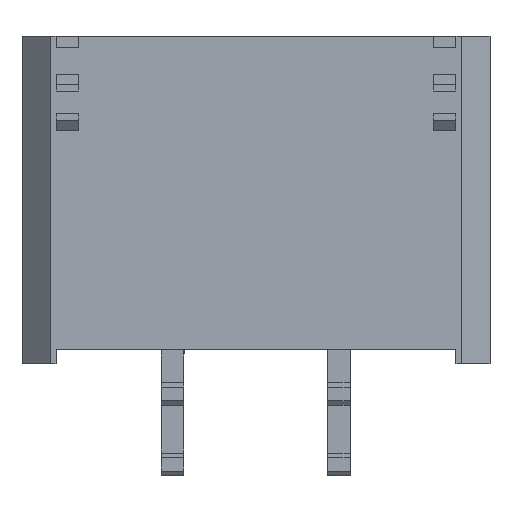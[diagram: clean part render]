
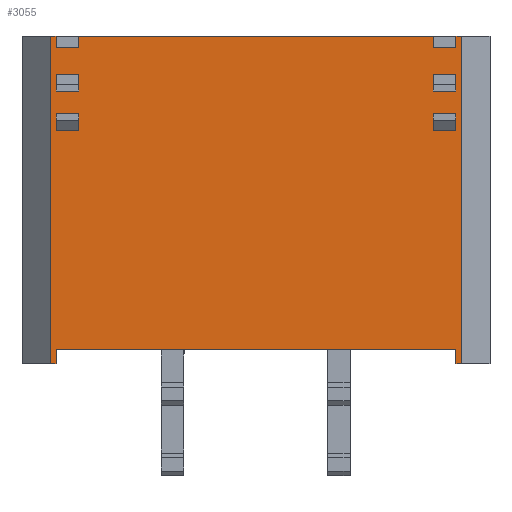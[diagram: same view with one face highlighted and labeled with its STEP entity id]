
A CAD part, front view. The second image highlights one B-rep face of the part: STEP entity #3055.
In plain terms, the highlighted planar face has unit normal (0, -1, 0).
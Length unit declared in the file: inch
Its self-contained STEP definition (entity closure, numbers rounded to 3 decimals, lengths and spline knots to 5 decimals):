
#13=DIRECTION('',(1.,0.,0.));
#14=VECTOR('',#13,0.0105);
#15=CARTESIAN_POINT('',(-0.365,-0.227,-0.2905));
#16=LINE('',#15,#14);
#45=DIRECTION('',(1.,0.,0.));
#46=VECTOR('',#45,0.0105);
#47=CARTESIAN_POINT('',(0.3545,-0.227,-0.2905));
#48=LINE('',#47,#46);
#93=DIRECTION('',(0.,0.,1.));
#94=VECTOR('',#93,0.015);
#95=CARTESIAN_POINT('',(-0.3145,-0.227,0.1385));
#96=LINE('',#95,#94);
#97=DIRECTION('',(-1.,0.,0.));
#98=VECTOR('',#97,0.04);
#99=CARTESIAN_POINT('',(-0.3145,-0.227,0.1535));
#100=LINE('',#99,#98);
#101=DIRECTION('',(0.,0.,1.));
#102=VECTOR('',#101,0.015);
#103=CARTESIAN_POINT('',(-0.3545,-0.227,0.1385));
#104=LINE('',#103,#102);
#105=DIRECTION('',(-1.,0.,0.));
#106=VECTOR('',#105,0.04);
#107=CARTESIAN_POINT('',(-0.3145,-0.227,0.1385));
#108=LINE('',#107,#106);
#109=DIRECTION('',(0.,0.,1.));
#110=VECTOR('',#109,0.015);
#111=CARTESIAN_POINT('',(-0.3145,-0.227,0.1935));
#112=LINE('',#111,#110);
#113=DIRECTION('',(-1.,0.,0.));
#114=VECTOR('',#113,0.04);
#115=CARTESIAN_POINT('',(-0.3145,-0.227,0.2085));
#116=LINE('',#115,#114);
#117=DIRECTION('',(0.,0.,1.));
#118=VECTOR('',#117,0.015);
#119=CARTESIAN_POINT('',(-0.3545,-0.227,0.1935));
#120=LINE('',#119,#118);
#121=DIRECTION('',(-1.,0.,0.));
#122=VECTOR('',#121,0.04);
#123=CARTESIAN_POINT('',(-0.3145,-0.227,0.1935));
#124=LINE('',#123,#122);
#125=DIRECTION('',(0.,0.,1.));
#126=VECTOR('',#125,0.015);
#127=CARTESIAN_POINT('',(0.3145,-0.227,0.1385));
#128=LINE('',#127,#126);
#129=DIRECTION('',(1.,0.,0.));
#130=VECTOR('',#129,0.04);
#131=CARTESIAN_POINT('',(0.3145,-0.227,0.1385));
#132=LINE('',#131,#130);
#133=DIRECTION('',(0.,0.,1.));
#134=VECTOR('',#133,0.015);
#135=CARTESIAN_POINT('',(0.3545,-0.227,0.1385));
#136=LINE('',#135,#134);
#137=DIRECTION('',(1.,0.,0.));
#138=VECTOR('',#137,0.04);
#139=CARTESIAN_POINT('',(0.3145,-0.227,0.1535));
#140=LINE('',#139,#138);
#141=DIRECTION('',(0.,0.,1.));
#142=VECTOR('',#141,0.015);
#143=CARTESIAN_POINT('',(0.3145,-0.227,0.1935));
#144=LINE('',#143,#142);
#145=DIRECTION('',(1.,0.,0.));
#146=VECTOR('',#145,0.04);
#147=CARTESIAN_POINT('',(0.3145,-0.227,0.1935));
#148=LINE('',#147,#146);
#149=DIRECTION('',(0.,0.,1.));
#150=VECTOR('',#149,0.015);
#151=CARTESIAN_POINT('',(0.3545,-0.227,0.1935));
#152=LINE('',#151,#150);
#153=DIRECTION('',(1.,0.,0.));
#154=VECTOR('',#153,0.04);
#155=CARTESIAN_POINT('',(0.3145,-0.227,0.2085));
#156=LINE('',#155,#154);
#157=DIRECTION('',(-1.,0.,0.));
#158=VECTOR('',#157,0.04);
#159=CARTESIAN_POINT('',(0.3545,-0.227,0.2705));
#160=LINE('',#159,#158);
#161=DIRECTION('',(0.,0.,-1.));
#162=VECTOR('',#161,0.02);
#163=CARTESIAN_POINT('',(0.3545,-0.227,0.2905));
#164=LINE('',#163,#162);
#165=DIRECTION('',(0.,0.,1.));
#166=VECTOR('',#165,0.025);
#167=CARTESIAN_POINT('',(0.3545,-0.227,-0.2905));
#168=LINE('',#167,#166);
#169=DIRECTION('',(1.,0.,0.));
#170=VECTOR('',#169,0.709);
#171=CARTESIAN_POINT('',(-0.3545,-0.227,-0.2655));
#172=LINE('',#171,#170);
#173=DIRECTION('',(0.,0.,1.));
#174=VECTOR('',#173,0.025);
#175=CARTESIAN_POINT('',(-0.3545,-0.227,-0.2905));
#176=LINE('',#175,#174);
#177=DIRECTION('',(0.,0.,1.));
#178=VECTOR('',#177,0.581);
#179=CARTESIAN_POINT('',(-0.365,-0.227,-0.2905));
#180=LINE('',#179,#178);
#181=DIRECTION('',(0.,0.,-1.));
#182=VECTOR('',#181,0.02);
#183=CARTESIAN_POINT('',(-0.3545,-0.227,0.2905));
#184=LINE('',#183,#182);
#185=DIRECTION('',(-1.,0.,0.));
#186=VECTOR('',#185,0.04);
#187=CARTESIAN_POINT('',(-0.3145,-0.227,0.2705));
#188=LINE('',#187,#186);
#189=DIRECTION('',(0.,0.,-1.));
#190=VECTOR('',#189,0.02);
#191=CARTESIAN_POINT('',(-0.3145,-0.227,0.2905));
#192=LINE('',#191,#190);
#193=DIRECTION('',(0.,0.,-1.));
#194=VECTOR('',#193,0.02);
#195=CARTESIAN_POINT('',(0.3145,-0.227,0.2905));
#196=LINE('',#195,#194);
#565=DIRECTION('',(1.,0.,0.));
#566=VECTOR('',#565,0.629);
#567=CARTESIAN_POINT('',(-0.3145,-0.227,0.2905));
#568=LINE('',#567,#566);
#581=DIRECTION('',(1.,0.,0.));
#582=VECTOR('',#581,0.0105);
#583=CARTESIAN_POINT('',(-0.365,-0.227,0.2905));
#584=LINE('',#583,#582);
#629=DIRECTION('',(1.,0.,0.));
#630=VECTOR('',#629,0.0105);
#631=CARTESIAN_POINT('',(0.3545,-0.227,0.2905));
#632=LINE('',#631,#630);
#1755=DIRECTION('',(0.,0.,1.));
#1756=VECTOR('',#1755,0.581);
#1757=CARTESIAN_POINT('',(0.365,-0.227,-0.2905));
#1758=LINE('',#1757,#1756);
#2158=CARTESIAN_POINT('',(-0.365,-0.227,-0.2905));
#2160=VERTEX_POINT('',#2158);
#2161=CARTESIAN_POINT('',(0.365,-0.227,-0.2905));
#2163=VERTEX_POINT('',#2161);
#2173=CARTESIAN_POINT('',(-0.365,-0.227,0.2905));
#2174=VERTEX_POINT('',#2173);
#2175=CARTESIAN_POINT('',(0.365,-0.227,0.2905));
#2176=VERTEX_POINT('',#2175);
#2277=CARTESIAN_POINT('',(-0.3545,-0.227,-0.2655));
#2278=CARTESIAN_POINT('',(0.3545,-0.227,-0.2655));
#2279=VERTEX_POINT('',#2277);
#2280=VERTEX_POINT('',#2278);
#2341=CARTESIAN_POINT('',(-0.3545,-0.227,-0.2905));
#2342=VERTEX_POINT('',#2341);
#2395=CARTESIAN_POINT('',(0.3545,-0.227,-0.2905));
#2396=VERTEX_POINT('',#2395);
#2525=CARTESIAN_POINT('',(-0.3145,-0.227,0.1385));
#2526=VERTEX_POINT('',#2525);
#2527=CARTESIAN_POINT('',(-0.3145,-0.227,0.1535));
#2528=VERTEX_POINT('',#2527);
#2529=CARTESIAN_POINT('',(-0.3145,-0.227,0.2085));
#2530=VERTEX_POINT('',#2529);
#2531=CARTESIAN_POINT('',(-0.3145,-0.227,0.1935));
#2532=VERTEX_POINT('',#2531);
#2533=CARTESIAN_POINT('',(-0.3545,-0.227,0.1385));
#2534=VERTEX_POINT('',#2533);
#2535=CARTESIAN_POINT('',(-0.3545,-0.227,0.2085));
#2536=VERTEX_POINT('',#2535);
#2537=CARTESIAN_POINT('',(-0.3545,-0.227,0.1535));
#2538=VERTEX_POINT('',#2537);
#2539=CARTESIAN_POINT('',(-0.3545,-0.227,0.1935));
#2540=VERTEX_POINT('',#2539);
#2593=CARTESIAN_POINT('',(0.3545,-0.227,0.2905));
#2595=VERTEX_POINT('',#2593);
#2599=CARTESIAN_POINT('',(0.3145,-0.227,0.2905));
#2600=VERTEX_POINT('',#2599);
#2613=CARTESIAN_POINT('',(-0.3145,-0.227,0.2905));
#2615=VERTEX_POINT('',#2613);
#2619=CARTESIAN_POINT('',(-0.3545,-0.227,0.2905));
#2620=VERTEX_POINT('',#2619);
#2641=CARTESIAN_POINT('',(0.3545,-0.227,0.2705));
#2642=VERTEX_POINT('',#2641);
#2643=CARTESIAN_POINT('',(0.3145,-0.227,0.2705));
#2644=VERTEX_POINT('',#2643);
#2645=CARTESIAN_POINT('',(-0.3145,-0.227,0.2705));
#2646=VERTEX_POINT('',#2645);
#2647=CARTESIAN_POINT('',(-0.3545,-0.227,0.2705));
#2648=VERTEX_POINT('',#2647);
#2729=CARTESIAN_POINT('',(0.3145,-0.227,0.1385));
#2730=CARTESIAN_POINT('',(0.3145,-0.227,0.1535));
#2731=VERTEX_POINT('',#2729);
#2732=VERTEX_POINT('',#2730);
#2733=CARTESIAN_POINT('',(0.3145,-0.227,0.1935));
#2734=CARTESIAN_POINT('',(0.3145,-0.227,0.2085));
#2735=VERTEX_POINT('',#2733);
#2736=VERTEX_POINT('',#2734);
#2737=CARTESIAN_POINT('',(0.3545,-0.227,0.1385));
#2738=CARTESIAN_POINT('',(0.3545,-0.227,0.1535));
#2739=VERTEX_POINT('',#2737);
#2740=VERTEX_POINT('',#2738);
#2741=CARTESIAN_POINT('',(0.3545,-0.227,0.1935));
#2742=CARTESIAN_POINT('',(0.3545,-0.227,0.2085));
#2743=VERTEX_POINT('',#2741);
#2744=VERTEX_POINT('',#2742);
#2979=CARTESIAN_POINT('',(-0.365,-0.227,-0.2905));
#2980=DIRECTION('',(0.,-1.,0.));
#2981=DIRECTION('',(1.,0.,0.));
#2982=AXIS2_PLACEMENT_3D('',#2979,#2980,#2981);
#2983=PLANE('',#2982);
#2985=ORIENTED_EDGE('',*,*,#2984,.F.);
#2987=ORIENTED_EDGE('',*,*,#2986,.F.);
#2989=ORIENTED_EDGE('',*,*,#2988,.T.);
#2991=ORIENTED_EDGE('',*,*,#2990,.F.);
#2992=ORIENTED_EDGE('',*,*,#2900,.F.);
#2994=ORIENTED_EDGE('',*,*,#2993,.T.);
#2996=ORIENTED_EDGE('',*,*,#2995,.F.);
#2997=ORIENTED_EDGE('',*,*,#2949,.F.);
#2998=ORIENTED_EDGE('',*,*,#2868,.F.);
#3000=ORIENTED_EDGE('',*,*,#2999,.T.);
#3002=ORIENTED_EDGE('',*,*,#3001,.T.);
#3004=ORIENTED_EDGE('',*,*,#3003,.T.);
#3006=ORIENTED_EDGE('',*,*,#3005,.F.);
#3008=ORIENTED_EDGE('',*,*,#3007,.F.);
#3010=ORIENTED_EDGE('',*,*,#3009,.T.);
#3012=ORIENTED_EDGE('',*,*,#3011,.T.);
#3013=EDGE_LOOP('',(#2985,#2987,#2989,#2991,#2992,#2994,#2996,#2997,#2998,#3000,
#3002,#3004,#3006,#3008,#3010,#3012));
#3014=FACE_OUTER_BOUND('',#3013,.F.);
#3016=ORIENTED_EDGE('',*,*,#3015,.T.);
#3018=ORIENTED_EDGE('',*,*,#3017,.T.);
#3020=ORIENTED_EDGE('',*,*,#3019,.F.);
#3022=ORIENTED_EDGE('',*,*,#3021,.F.);
#3023=EDGE_LOOP('',(#3016,#3018,#3020,#3022));
#3024=FACE_BOUND('',#3023,.F.);
#3026=ORIENTED_EDGE('',*,*,#3025,.F.);
#3028=ORIENTED_EDGE('',*,*,#3027,.T.);
#3030=ORIENTED_EDGE('',*,*,#3029,.T.);
#3032=ORIENTED_EDGE('',*,*,#3031,.F.);
#3033=EDGE_LOOP('',(#3026,#3028,#3030,#3032));
#3034=FACE_BOUND('',#3033,.F.);
#3036=ORIENTED_EDGE('',*,*,#3035,.F.);
#3038=ORIENTED_EDGE('',*,*,#3037,.T.);
#3040=ORIENTED_EDGE('',*,*,#3039,.T.);
#3042=ORIENTED_EDGE('',*,*,#3041,.F.);
#3043=EDGE_LOOP('',(#3036,#3038,#3040,#3042));
#3044=FACE_BOUND('',#3043,.F.);
#3046=ORIENTED_EDGE('',*,*,#3045,.T.);
#3048=ORIENTED_EDGE('',*,*,#3047,.T.);
#3050=ORIENTED_EDGE('',*,*,#3049,.F.);
#3052=ORIENTED_EDGE('',*,*,#3051,.F.);
#3053=EDGE_LOOP('',(#3046,#3048,#3050,#3052));
#3054=FACE_BOUND('',#3053,.F.);
#3055=ADVANCED_FACE('',(#3014,#3024,#3034,#3044,#3054),#2983,.T.);
#2868=EDGE_CURVE('',#2160,#2342,#16,.T.);
#2900=EDGE_CURVE('',#2396,#2163,#48,.T.);
#2949=EDGE_CURVE('',#2342,#2279,#176,.T.);
#2984=EDGE_CURVE('',#2642,#2644,#160,.T.);
#2986=EDGE_CURVE('',#2595,#2642,#164,.T.);
#2988=EDGE_CURVE('',#2595,#2176,#632,.T.);
#2990=EDGE_CURVE('',#2163,#2176,#1758,.T.);
#2993=EDGE_CURVE('',#2396,#2280,#168,.T.);
#2995=EDGE_CURVE('',#2279,#2280,#172,.T.);
#2999=EDGE_CURVE('',#2160,#2174,#180,.T.);
#3001=EDGE_CURVE('',#2174,#2620,#584,.T.);
#3003=EDGE_CURVE('',#2620,#2648,#184,.T.);
#3005=EDGE_CURVE('',#2646,#2648,#188,.T.);
#3007=EDGE_CURVE('',#2615,#2646,#192,.T.);
#3009=EDGE_CURVE('',#2615,#2600,#568,.T.);
#3011=EDGE_CURVE('',#2600,#2644,#196,.T.);
#3015=EDGE_CURVE('',#2532,#2530,#112,.T.);
#3017=EDGE_CURVE('',#2530,#2536,#116,.T.);
#3019=EDGE_CURVE('',#2540,#2536,#120,.T.);
#3021=EDGE_CURVE('',#2532,#2540,#124,.T.);
#3025=EDGE_CURVE('',#2731,#2732,#128,.T.);
#3027=EDGE_CURVE('',#2731,#2739,#132,.T.);
#3029=EDGE_CURVE('',#2739,#2740,#136,.T.);
#3031=EDGE_CURVE('',#2732,#2740,#140,.T.);
#3035=EDGE_CURVE('',#2735,#2736,#144,.T.);
#3037=EDGE_CURVE('',#2735,#2743,#148,.T.);
#3039=EDGE_CURVE('',#2743,#2744,#152,.T.);
#3041=EDGE_CURVE('',#2736,#2744,#156,.T.);
#3045=EDGE_CURVE('',#2526,#2528,#96,.T.);
#3047=EDGE_CURVE('',#2528,#2538,#100,.T.);
#3049=EDGE_CURVE('',#2534,#2538,#104,.T.);
#3051=EDGE_CURVE('',#2526,#2534,#108,.T.);
